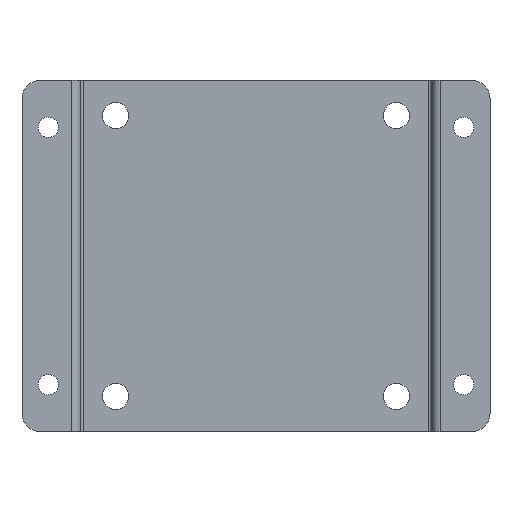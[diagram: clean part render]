
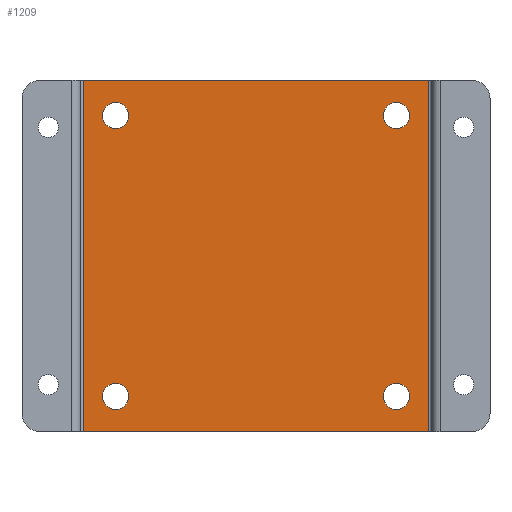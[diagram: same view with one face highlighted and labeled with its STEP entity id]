
A CAD part, front view. The second image highlights one B-rep face of the part: STEP entity #1209.
In plain terms, the highlighted planar face has unit normal (0, -1, 0).
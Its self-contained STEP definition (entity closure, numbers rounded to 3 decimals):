
#6 = DIRECTION ( 'NONE',  ( 1., 0., 0. ) ) ;
#51 = CARTESIAN_POINT ( 'NONE',  ( 21.75, 6., -24. ) ) ;
#70 = FACE_BOUND ( 'NONE', #1079, .T. ) ;
#88 = ORIENTED_EDGE ( 'NONE', *, *, #1304, .F. ) ;
#103 = CIRCLE ( 'NONE', #354, 2.25 ) ;
#108 = DIRECTION ( 'NONE',  ( -1., 0., 0. ) ) ;
#112 = CARTESIAN_POINT ( 'NONE',  ( -24., 6., 24. ) ) ;
#115 = AXIS2_PLACEMENT_3D ( 'NONE', #1509, #1122, #1250 ) ;
#125 = AXIS2_PLACEMENT_3D ( 'NONE', #714, #460, #1535 ) ;
#139 = EDGE_CURVE ( 'NONE', #1305, #638, #339, .T. ) ;
#144 = ORIENTED_EDGE ( 'NONE', *, *, #1725, .F. ) ;
#160 = AXIS2_PLACEMENT_3D ( 'NONE', #112, #1328, #623 ) ;
#161 = VERTEX_POINT ( 'NONE', #1034 ) ;
#165 = EDGE_CURVE ( 'NONE', #161, #1345, #1360, .T. ) ;
#168 = CIRCLE ( 'NONE', #840, 2.25 ) ;
#182 = VERTEX_POINT ( 'NONE', #1732 ) ;
#217 = CIRCLE ( 'NONE', #317, 2.25 ) ;
#233 = DIRECTION ( 'NONE',  ( 0., -1., 0. ) ) ;
#244 = AXIS2_PLACEMENT_3D ( 'NONE', #795, #1222, #6 ) ;
#247 = CARTESIAN_POINT ( 'NONE',  ( -26.25, 6., -24. ) ) ;
#267 = EDGE_CURVE ( 'NONE', #1345, #161, #294, .T. ) ;
#269 = ORIENTED_EDGE ( 'NONE', *, *, #1004, .F. ) ;
#282 = CARTESIAN_POINT ( 'NONE',  ( 24., 6., -24. ) ) ;
#289 = DIRECTION ( 'NONE',  ( 1., 0., 0. ) ) ;
#294 = CIRCLE ( 'NONE', #244, 2.25 ) ;
#312 = DIRECTION ( 'NONE',  ( 1., 0., 0. ) ) ;
#317 = AXIS2_PLACEMENT_3D ( 'NONE', #1450, #629, #1020 ) ;
#339 = LINE ( 'NONE', #730, #1749 ) ;
#354 = AXIS2_PLACEMENT_3D ( 'NONE', #282, #972, #289 ) ;
#362 = ORIENTED_EDGE ( 'NONE', *, *, #1101, .F. ) ;
#383 = FACE_BOUND ( 'NONE', #449, .T. ) ;
#384 = ORIENTED_EDGE ( 'NONE', *, *, #139, .T. ) ;
#439 = DIRECTION ( 'NONE',  ( -1., 0., 0. ) ) ;
#443 = FACE_BOUND ( 'NONE', #1340, .T. ) ;
#449 = EDGE_LOOP ( 'NONE', ( #362, #1518 ) ) ;
#460 = DIRECTION ( 'NONE',  ( 0., -1., 0. ) ) ;
#621 = CARTESIAN_POINT ( 'NONE',  ( -29.5, 6., -30. ) ) ;
#623 = DIRECTION ( 'NONE',  ( 1., 0., 0. ) ) ;
#629 = DIRECTION ( 'NONE',  ( 0., -1., 0. ) ) ;
#638 = VERTEX_POINT ( 'NONE', #621 ) ;
#673 = LINE ( 'NONE', #1727, #1357 ) ;
#684 = DIRECTION ( 'NONE',  ( 1., 0., 0. ) ) ;
#686 = VERTEX_POINT ( 'NONE', #1184 ) ;
#714 = CARTESIAN_POINT ( 'NONE',  ( 24., 6., 24. ) ) ;
#716 = AXIS2_PLACEMENT_3D ( 'NONE', #1298, #233, #767 ) ;
#730 = CARTESIAN_POINT ( 'NONE',  ( -29.5, 6., 30. ) ) ;
#767 = DIRECTION ( 'NONE',  ( 1., 0., 0. ) ) ;
#795 = CARTESIAN_POINT ( 'NONE',  ( -24., 6., 24. ) ) ;
#813 = CARTESIAN_POINT ( 'NONE',  ( 29.5, 6., 30. ) ) ;
#840 = AXIS2_PLACEMENT_3D ( 'NONE', #1368, #1124, #684 ) ;
#880 = AXIS2_PLACEMENT_3D ( 'NONE', #1186, #1576, #312 ) ;
#895 = PLANE ( 'NONE',  #716 ) ;
#961 = DIRECTION ( 'NONE',  ( 0., 0., -1. ) ) ;
#972 = DIRECTION ( 'NONE',  ( 0., -1., 0. ) ) ;
#975 = EDGE_CURVE ( 'NONE', #686, #1366, #168, .T. ) ;
#1004 = EDGE_CURVE ( 'NONE', #1293, #1075, #103, .T. ) ;
#1017 = LINE ( 'NONE', #813, #1545 ) ;
#1020 = DIRECTION ( 'NONE',  ( 1., 0., 0. ) ) ;
#1022 = FACE_OUTER_BOUND ( 'NONE', #1057, .T. ) ;
#1034 = CARTESIAN_POINT ( 'NONE',  ( -26.25, 6., 24. ) ) ;
#1057 = EDGE_LOOP ( 'NONE', ( #1495, #1669, #1743, #384 ) ) ;
#1073 = VECTOR ( 'NONE', #439, 1000. ) ;
#1075 = VERTEX_POINT ( 'NONE', #51 ) ;
#1079 = EDGE_LOOP ( 'NONE', ( #1532, #1452 ) ) ;
#1082 = EDGE_CURVE ( 'NONE', #1578, #638, #1409, .T. ) ;
#1098 = CIRCLE ( 'NONE', #125, 2.25 ) ;
#1101 = EDGE_CURVE ( 'NONE', #1618, #1537, #1098, .T. ) ;
#1122 = DIRECTION ( 'NONE',  ( 0., -1., 0. ) ) ;
#1124 = DIRECTION ( 'NONE',  ( 0., -1., 0. ) ) ;
#1184 = CARTESIAN_POINT ( 'NONE',  ( -21.75, 6., -24. ) ) ;
#1186 = CARTESIAN_POINT ( 'NONE',  ( -24., 6., -24. ) ) ;
#1208 = CARTESIAN_POINT ( 'NONE',  ( -21.75, 6., 24. ) ) ;
#1209 = ADVANCED_FACE ( 'NONE', ( #443, #70, #383, #1423, #1022 ), #895, .T. ) ;
#1210 = CIRCLE ( 'NONE', #115, 2.25 ) ;
#1212 = CARTESIAN_POINT ( 'NONE',  ( 29.5, 6., -30. ) ) ;
#1222 = DIRECTION ( 'NONE',  ( 0., -1., 0. ) ) ;
#1250 = DIRECTION ( 'NONE',  ( 1., 0., 0. ) ) ;
#1257 = ORIENTED_EDGE ( 'NONE', *, *, #975, .F. ) ;
#1267 = CARTESIAN_POINT ( 'NONE',  ( -30., 6., -30. ) ) ;
#1293 = VERTEX_POINT ( 'NONE', #1309 ) ;
#1297 = DIRECTION ( 'NONE',  ( 0., 0., -1. ) ) ;
#1298 = CARTESIAN_POINT ( 'NONE',  ( -30., 6., 30. ) ) ;
#1304 = EDGE_CURVE ( 'NONE', #1075, #1293, #217, .T. ) ;
#1305 = VERTEX_POINT ( 'NONE', #1442 ) ;
#1309 = CARTESIAN_POINT ( 'NONE',  ( 26.25, 6., -24. ) ) ;
#1328 = DIRECTION ( 'NONE',  ( 0., -1., 0. ) ) ;
#1340 = EDGE_LOOP ( 'NONE', ( #144, #1257 ) ) ;
#1345 = VERTEX_POINT ( 'NONE', #1208 ) ;
#1353 = CIRCLE ( 'NONE', #880, 2.25 ) ;
#1357 = VECTOR ( 'NONE', #108, 1000. ) ;
#1360 = CIRCLE ( 'NONE', #160, 2.25 ) ;
#1366 = VERTEX_POINT ( 'NONE', #247 ) ;
#1368 = CARTESIAN_POINT ( 'NONE',  ( -24., 6., -24. ) ) ;
#1403 = CARTESIAN_POINT ( 'NONE',  ( 21.75, 6., 24. ) ) ;
#1409 = LINE ( 'NONE', #1267, #1073 ) ;
#1423 = FACE_BOUND ( 'NONE', #1713, .T. ) ;
#1442 = CARTESIAN_POINT ( 'NONE',  ( -29.5, 6., 30. ) ) ;
#1444 = EDGE_CURVE ( 'NONE', #182, #1305, #673, .T. ) ;
#1450 = CARTESIAN_POINT ( 'NONE',  ( 24., 6., -24. ) ) ;
#1452 = ORIENTED_EDGE ( 'NONE', *, *, #267, .F. ) ;
#1495 = ORIENTED_EDGE ( 'NONE', *, *, #1082, .F. ) ;
#1499 = CARTESIAN_POINT ( 'NONE',  ( 26.25, 6., 24. ) ) ;
#1509 = CARTESIAN_POINT ( 'NONE',  ( 24., 6., 24. ) ) ;
#1518 = ORIENTED_EDGE ( 'NONE', *, *, #1634, .F. ) ;
#1532 = ORIENTED_EDGE ( 'NONE', *, *, #165, .F. ) ;
#1535 = DIRECTION ( 'NONE',  ( 1., 0., 0. ) ) ;
#1537 = VERTEX_POINT ( 'NONE', #1499 ) ;
#1541 = EDGE_CURVE ( 'NONE', #182, #1578, #1017, .T. ) ;
#1545 = VECTOR ( 'NONE', #961, 1000. ) ;
#1576 = DIRECTION ( 'NONE',  ( 0., -1., 0. ) ) ;
#1578 = VERTEX_POINT ( 'NONE', #1212 ) ;
#1618 = VERTEX_POINT ( 'NONE', #1403 ) ;
#1634 = EDGE_CURVE ( 'NONE', #1537, #1618, #1210, .T. ) ;
#1669 = ORIENTED_EDGE ( 'NONE', *, *, #1541, .F. ) ;
#1713 = EDGE_LOOP ( 'NONE', ( #88, #269 ) ) ;
#1725 = EDGE_CURVE ( 'NONE', #1366, #686, #1353, .T. ) ;
#1727 = CARTESIAN_POINT ( 'NONE',  ( -30., 6., 30. ) ) ;
#1732 = CARTESIAN_POINT ( 'NONE',  ( 29.5, 6., 30. ) ) ;
#1743 = ORIENTED_EDGE ( 'NONE', *, *, #1444, .T. ) ;
#1749 = VECTOR ( 'NONE', #1297, 1000. ) ;
